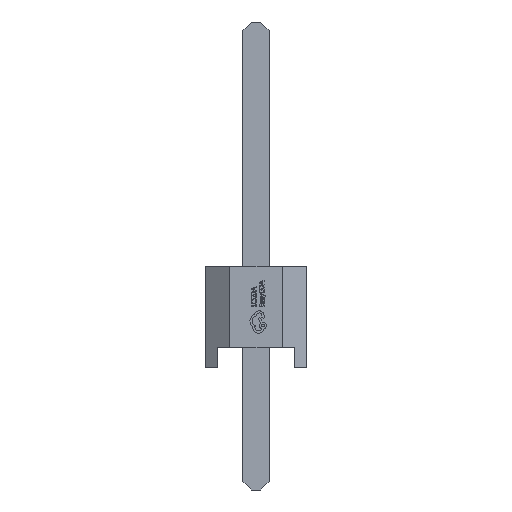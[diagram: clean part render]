
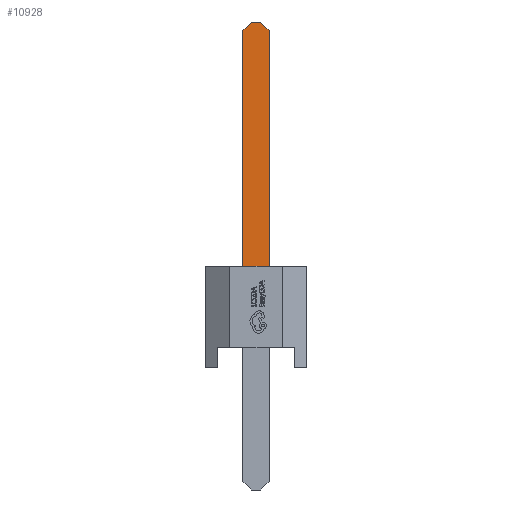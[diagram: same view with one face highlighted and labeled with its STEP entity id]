
A CAD part, left-side view. The second image highlights one B-rep face of the part: STEP entity #10928.
In plain terms, the highlighted planar face has unit normal (-1, 0, 0).
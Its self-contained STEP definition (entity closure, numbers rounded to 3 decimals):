
#499=FACE_OUTER_BOUND('',#1111,.T.);
#1111=EDGE_LOOP('',(#7724,#7725,#7726,#7727,#7728,#7729));
#2162=LINE('',#16059,#3500);
#2196=LINE('',#16126,#3534);
#2200=LINE('',#16134,#3538);
#2202=LINE('',#16138,#3540);
#2203=LINE('',#16140,#3541);
#2204=LINE('',#16141,#3542);
#3500=VECTOR('',#12752,1.);
#3534=VECTOR('',#12828,1.);
#3538=VECTOR('',#12834,1.);
#3540=VECTOR('',#12838,1.);
#3541=VECTOR('',#12839,1.);
#3542=VECTOR('',#12840,1.);
#4844=VERTEX_POINT('',#16055);
#4846=VERTEX_POINT('',#16058);
#4858=VERTEX_POINT('',#16125);
#4861=VERTEX_POINT('',#16133);
#4862=VERTEX_POINT('',#16137);
#4863=VERTEX_POINT('',#16139);
#5972=EDGE_CURVE('',#4844,#4846,#2162,.T.);
#6006=EDGE_CURVE('',#4844,#4858,#2196,.T.);
#6010=EDGE_CURVE('',#4861,#4846,#2200,.T.);
#6012=EDGE_CURVE('',#4858,#4862,#2202,.T.);
#6013=EDGE_CURVE('',#4862,#4863,#2203,.T.);
#6014=EDGE_CURVE('',#4863,#4861,#2204,.T.);
#7724=ORIENTED_EDGE('',*,*,#5972,.F.);
#7725=ORIENTED_EDGE('',*,*,#6006,.T.);
#7726=ORIENTED_EDGE('',*,*,#6012,.T.);
#7727=ORIENTED_EDGE('',*,*,#6013,.T.);
#7728=ORIENTED_EDGE('',*,*,#6014,.T.);
#7729=ORIENTED_EDGE('',*,*,#6010,.T.);
#10109=PLANE('',#11561);
#10928=ADVANCED_FACE('',(#499),#10109,.T.);
#11561=AXIS2_PLACEMENT_3D('',#16136,#12836,#12837);
#12752=DIRECTION('',(0.,1.,0.));
#12828=DIRECTION('',(0.,0.,1.));
#12834=DIRECTION('',(0.,0.,-1.));
#12836=DIRECTION('center_axis',(-1.,0.,0.));
#12837=DIRECTION('ref_axis',(0.,0.,1.));
#12838=DIRECTION('',(0.,0.707,0.707));
#12839=DIRECTION('',(0.,1.,0.));
#12840=DIRECTION('',(0.,0.707,-0.707));
#16055=CARTESIAN_POINT('',(-13.02,-0.32,2.5));
#16058=CARTESIAN_POINT('',(-13.02,0.32,2.5));
#16059=CARTESIAN_POINT('',(-13.02,0.,2.5));
#16125=CARTESIAN_POINT('',(-13.02,-0.32,8.3));
#16126=CARTESIAN_POINT('',(-13.02,-0.32,-2.8));
#16133=CARTESIAN_POINT('',(-13.02,0.32,8.3));
#16134=CARTESIAN_POINT('',(-13.02,0.32,-2.8));
#16136=CARTESIAN_POINT('Origin',(-13.02,0.,0.));
#16137=CARTESIAN_POINT('',(-13.02,-0.12,8.5));
#16138=CARTESIAN_POINT('',(-13.02,-0.32,8.3));
#16139=CARTESIAN_POINT('',(-13.02,0.12,8.5));
#16140=CARTESIAN_POINT('',(-13.02,0.12,8.5));
#16141=CARTESIAN_POINT('',(-13.02,0.32,8.3));
